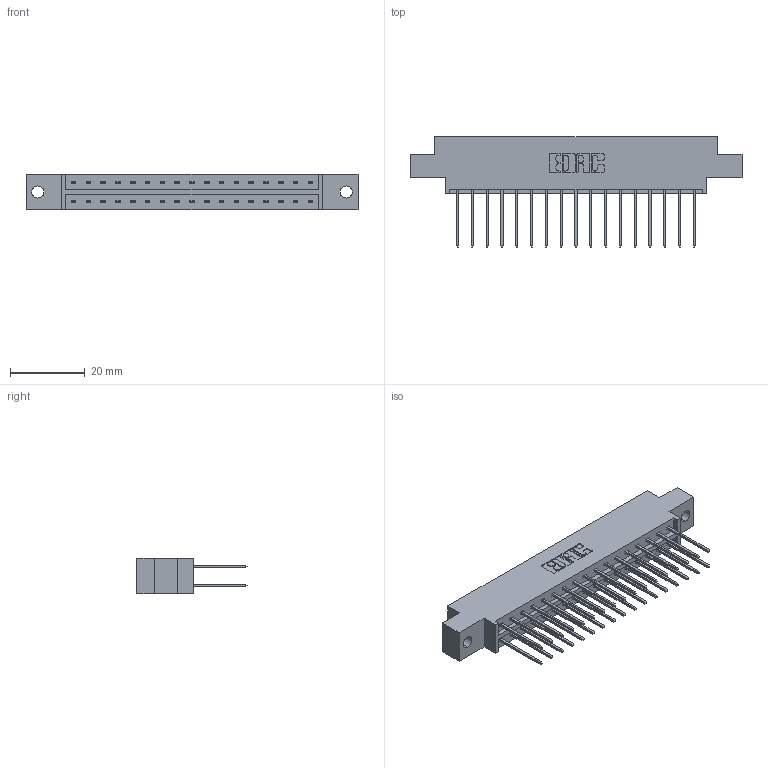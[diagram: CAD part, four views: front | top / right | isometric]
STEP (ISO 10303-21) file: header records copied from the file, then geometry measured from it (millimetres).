
FILE_DESCRIPTION (( 'STEP AP203' ), '1' );
FILE_NAME ('833-034-540-802.STEP', '2020-06-02T22:18:27', ( '' ), ( '' ), 'SwSTEP 2.0', 'SolidWorks 2020', '' );
FILE_SCHEMA (( 'CONFIG_CONTROL_DESIGN' ));
Length unit declared in the file: inch
Products named in the file (3): 345-292-001_345-293-140; 833 Part_Offset - .128 Dia; 833-034-540-802
Assembly tree (35 placements, depth 2):
  833-034-540-802
    833 Part_Offset - .128 Dia
    345-292-001_345-293-140  x34
Bounding box: 88.9 x 29.47 x 9.4 mm (x, y, z)
Volume: 8706.8 mm3; surface area: 10605.2 mm2
Topology: 35 solids, 35 shells, 1886 faces, 5593 edges, 3682 vertices
Faces by surface type: plane 1298, cylinder 588
Entity records: 14323 total; most frequent: CARTESIAN_POINT 2406, ORIENTED_EDGE 2342, DIRECTION 2099, EDGE_CURVE 1171, LINE 1043, VECTOR 1043, VERTEX_POINT 778, AXIS2_PLACEMENT_3D 528
